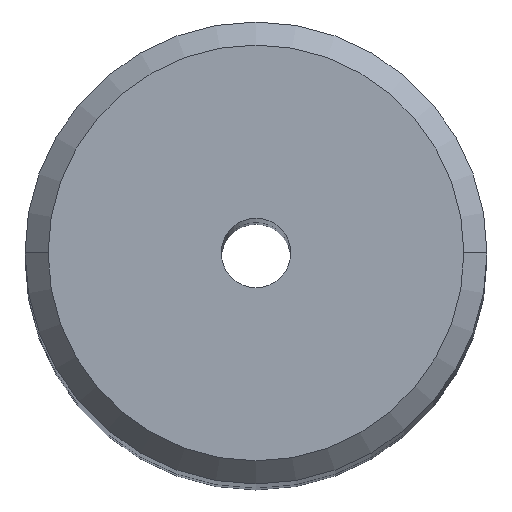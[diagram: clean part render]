
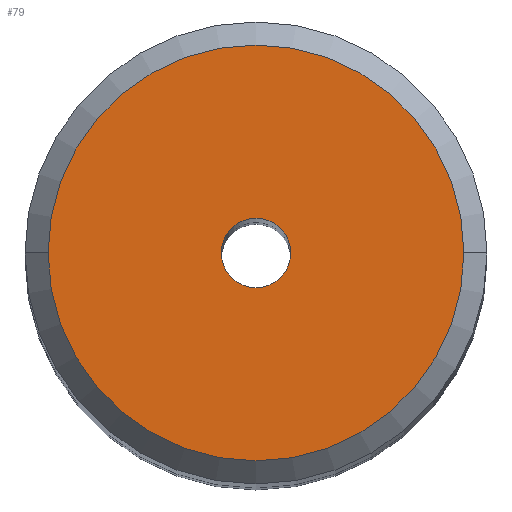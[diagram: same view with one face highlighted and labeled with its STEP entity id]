
A CAD part, top view. The second image highlights one B-rep face of the part: STEP entity #79.
In plain terms, the highlighted planar face has unit normal (0, 0, 1).
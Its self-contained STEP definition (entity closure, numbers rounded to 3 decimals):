
#79=ADVANCED_FACE('',(#109,#110),#111,.T.);
#109=FACE_BOUND('',#158,.T.);
#110=FACE_OUTER_BOUND('',#159,.T.);
#111=PLANE('',#160);
#158=EDGE_LOOP('',(#237,#238));
#159=EDGE_LOOP('',(#239,#240));
#160=AXIS2_PLACEMENT_3D('',#241,#242,#243);
#237=ORIENTED_EDGE('',*,*,#348,.T.);
#238=ORIENTED_EDGE('',*,*,#349,.T.);
#239=ORIENTED_EDGE('',*,*,#344,.F.);
#240=ORIENTED_EDGE('',*,*,#351,.F.);
#241=CARTESIAN_POINT('',(0.0,0.0,0.0));
#242=DIRECTION('',(0.0,0.0,1.0));
#243=DIRECTION('',(-1.0,0.0,0.0));
#344=EDGE_CURVE('',#390,#388,#392,.T.);
#348=EDGE_CURVE('',#394,#398,#400,.T.);
#349=EDGE_CURVE('',#398,#394,#401,.T.);
#351=EDGE_CURVE('',#388,#390,#403,.T.);
#388=VERTEX_POINT('',#456);
#390=VERTEX_POINT('',#459);
#392=CIRCLE('',#462,9.0);
#394=VERTEX_POINT('',#464);
#398=VERTEX_POINT('',#469);
#400=CIRCLE('',#472,1.5);
#401=CIRCLE('',#473,1.5);
#403=CIRCLE('',#475,9.0);
#456=CARTESIAN_POINT('',(-9.0,0.,0.0));
#459=CARTESIAN_POINT('',(9.0,0.,0.0));
#462=AXIS2_PLACEMENT_3D('',#536,#537,#538);
#464=CARTESIAN_POINT('',(1.5,0.0,0.0));
#469=CARTESIAN_POINT('',(-1.5,0.,0.0));
#472=AXIS2_PLACEMENT_3D('',#544,#545,#546);
#473=AXIS2_PLACEMENT_3D('',#547,#548,#549);
#475=AXIS2_PLACEMENT_3D('',#553,#554,#555);
#536=CARTESIAN_POINT('',(0.0,0.0,0.0));
#537=DIRECTION('',(0.0,0.0,-1.0));
#538=DIRECTION('',(-1.0,0.0,0.0));
#544=CARTESIAN_POINT('',(0.0,0.0,0.0));
#545=DIRECTION('',(0.0,0.0,-1.0));
#546=DIRECTION('',(1.0,0.0,0.0));
#547=CARTESIAN_POINT('',(0.0,0.0,0.0));
#548=DIRECTION('',(0.0,0.0,-1.0));
#549=DIRECTION('',(1.0,0.0,0.0));
#553=CARTESIAN_POINT('',(0.0,0.0,0.0));
#554=DIRECTION('',(0.0,0.0,-1.0));
#555=DIRECTION('',(-1.0,0.0,0.0));
